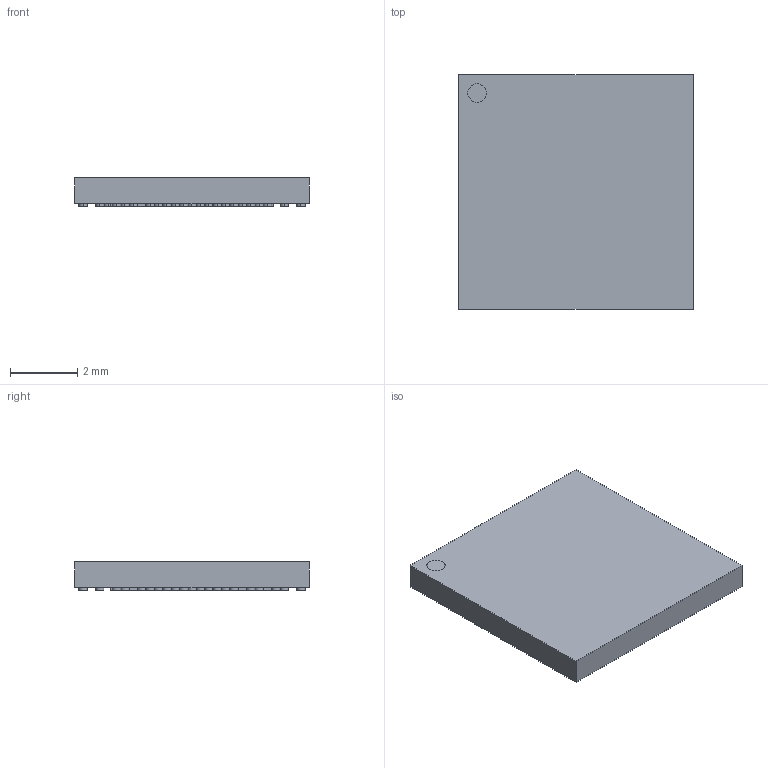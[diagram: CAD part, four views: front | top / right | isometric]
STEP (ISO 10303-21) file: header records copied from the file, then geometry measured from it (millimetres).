
FILE_DESCRIPTION(('FreeCAD Model'),'2;1');
FILE_NAME('NRF52840-QIAA-R.step', '2020-08-10T05:23:14',('kicad StepUp'),('ksu MCAD'), 'Open CASCADE STEP processor 7.3','FreeCAD','Unknown');
FILE_SCHEMA(('AUTOMOTIVE_DESIGN { 1 0 10303 214 1 1 1 1 }'));
Length unit declared in the file: millimetre
Products named in the file (1): NRF52840-QIAA-R
Bounding box: 7 x 7 x 0.85 mm (x, y, z)
Volume: 39.9 mm3; surface area: 188.1 mm2
Topology: 76 solids, 76 shells, 539 faces, 2808 edges, 8112 vertices
Faces by surface type: cylinder 296, plane 243
Entity records: 36703 total; most frequent: CARTESIAN_POINT 11460, DIRECTION 5664, AXIS2_PLACEMENT_3D 2316, GEOMETRIC_CURVE_SET 1873, ORIENTED_EDGE 1872, TRIMMED_CURVE 1872, CIRCLE 1776, LINE 1032
